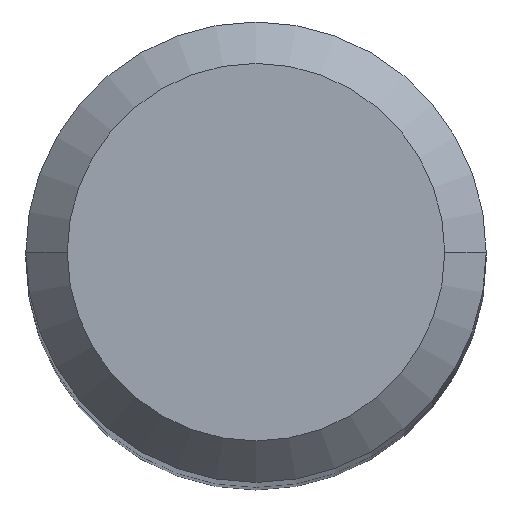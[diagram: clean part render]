
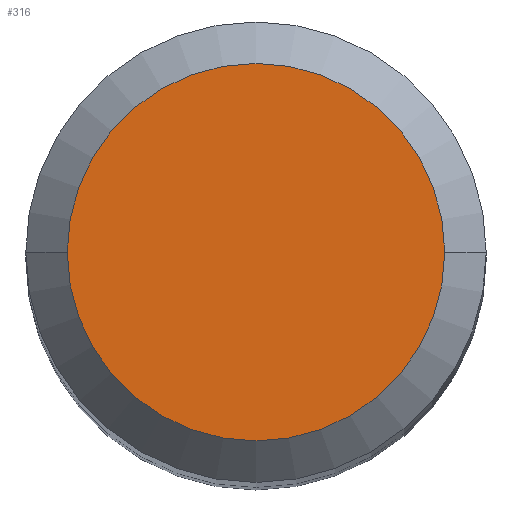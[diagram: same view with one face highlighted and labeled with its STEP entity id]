
A CAD part, top view. The second image highlights one B-rep face of the part: STEP entity #316.
In plain terms, the highlighted planar face has unit normal (0, 0, 1).
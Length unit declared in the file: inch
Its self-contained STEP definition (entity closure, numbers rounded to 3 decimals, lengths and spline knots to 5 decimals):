
#14 = FACE_OUTER_BOUND ( 'NONE', #133, .T. ) ;
#33 = AXIS2_PLACEMENT_3D ( 'NONE', #103, #189, #248 ) ;
#54 = VERTEX_POINT ( 'NONE', #206 ) ;
#103 = CARTESIAN_POINT ( 'NONE',  ( 0., 0., 0. ) ) ;
#108 = DIRECTION ( 'NONE',  ( 0., 0., 1. ) ) ;
#114 = DIRECTION ( 'NONE',  ( 1., 0., 0. ) ) ;
#128 = CIRCLE ( 'NONE', #134, 0.142 ) ;
#133 = EDGE_LOOP ( 'NONE', ( #344, #194 ) ) ;
#134 = AXIS2_PLACEMENT_3D ( 'NONE', #373, #108, #114 ) ;
#155 = CARTESIAN_POINT ( 'NONE',  ( -0.142, 0., 0. ) ) ;
#189 = DIRECTION ( 'NONE',  ( 0., 0., 1. ) ) ;
#194 = ORIENTED_EDGE ( 'NONE', *, *, #332, .T. ) ;
#205 = DIRECTION ( 'NONE',  ( 0., 0., -1. ) ) ;
#206 = CARTESIAN_POINT ( 'NONE',  ( 0.142, 0., 0. ) ) ;
#217 = EDGE_CURVE ( 'NONE', #390, #54, #233, .T. ) ;
#229 = PLANE ( 'NONE',  #245 ) ;
#233 = CIRCLE ( 'NONE', #33, 0.142 ) ;
#245 = AXIS2_PLACEMENT_3D ( 'NONE', #289, #205, #254 ) ;
#248 = DIRECTION ( 'NONE',  ( 1., 0., 0. ) ) ;
#254 = DIRECTION ( 'NONE',  ( -1., 0., 0. ) ) ;
#289 = CARTESIAN_POINT ( 'NONE',  ( 0., 0., 0. ) ) ;
#316 = ADVANCED_FACE ( 'NONE', ( #14 ), #229, .F. ) ;
#332 = EDGE_CURVE ( 'NONE', #54, #390, #128, .T. ) ;
#344 = ORIENTED_EDGE ( 'NONE', *, *, #217, .T. ) ;
#373 = CARTESIAN_POINT ( 'NONE',  ( 0., 0., 0. ) ) ;
#390 = VERTEX_POINT ( 'NONE', #155 ) ;
